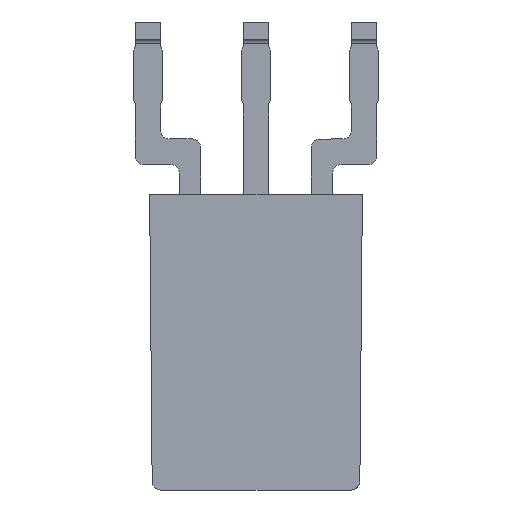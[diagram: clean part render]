
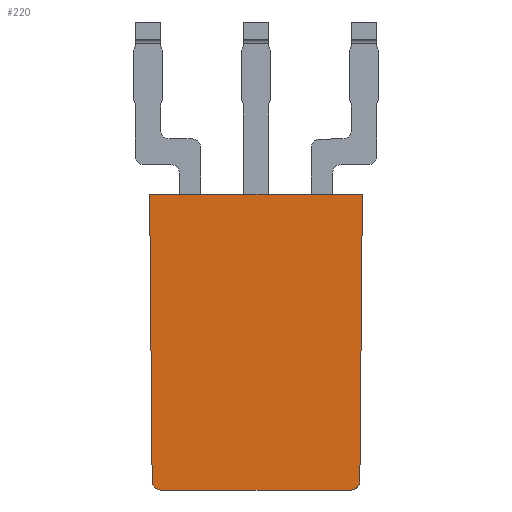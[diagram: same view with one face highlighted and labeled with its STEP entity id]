
A CAD part, front view. The second image highlights one B-rep face of the part: STEP entity #220.
In plain terms, the highlighted planar face has unit normal (0, -1, -0.009).
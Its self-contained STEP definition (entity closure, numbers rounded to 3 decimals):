
#112=CARTESIAN_POINT('',(2.441,-1.341,0.198));
#113=VERTEX_POINT('',#112);
#114=CARTESIAN_POINT('',(2.241,-1.339,0.));
#115=VERTEX_POINT('',#114);
#116=CARTESIAN_POINT('',(2.241,-1.341,0.2));
#117=DIRECTION('',(0.,1.,0.009));
#118=DIRECTION('',(0.,0.009,-1.));
#119=AXIS2_PLACEMENT_3D('',#116,#117,#118);
#120=ELLIPSE('',#119,0.2,0.2);
#121=EDGE_CURVE('',#113,#115,#120,.T.);
#155=CARTESIAN_POINT('',(-2.241,-1.339,0.));
#156=VERTEX_POINT('',#155);
#157=CARTESIAN_POINT('',(2.241,-1.339,0.));
#158=DIRECTION('',(-1.0,0.0,0.0));
#159=VECTOR('',#158,4.482);
#160=LINE('',#157,#159);
#161=EDGE_CURVE('',#115,#156,#160,.T.);
#180=CARTESIAN_POINT('',(-2.5,-1.339,0.));
#181=DIRECTION('',(0.0,-1.,-0.009));
#182=DIRECTION('',(1.0,0.0,0.0));
#183=AXIS2_PLACEMENT_3D('',#180,#181,#182);
#184=PLANE('',#183);
#185=ORIENTED_EDGE('',*,*,#121,.F.);
#186=CARTESIAN_POINT('',(2.5,-1.4,6.95));
#187=VERTEX_POINT('',#186);
#188=CARTESIAN_POINT('',(2.441,-1.341,0.198));
#189=DIRECTION('',(0.009,-0.009,1.));
#190=VECTOR('',#189,6.752);
#191=LINE('',#188,#190);
#192=EDGE_CURVE('',#113,#187,#191,.T.);
#193=ORIENTED_EDGE('',*,*,#192,.T.);
#194=CARTESIAN_POINT('',(-2.5,-1.4,6.95));
#195=VERTEX_POINT('',#194);
#196=CARTESIAN_POINT('',(-2.5,-1.4,6.95));
#197=DIRECTION('',(1.0,0.0,0.0));
#198=VECTOR('',#197,5.);
#199=LINE('',#196,#198);
#200=EDGE_CURVE('',#195,#187,#199,.T.);
#201=ORIENTED_EDGE('',*,*,#200,.F.);
#202=CARTESIAN_POINT('',(-2.441,-1.341,0.198));
#203=VERTEX_POINT('',#202);
#204=CARTESIAN_POINT('',(-2.441,-1.341,0.198));
#205=DIRECTION('',(-0.009,-0.009,1.));
#206=VECTOR('',#205,6.752);
#207=LINE('',#204,#206);
#208=EDGE_CURVE('',#203,#195,#207,.T.);
#209=ORIENTED_EDGE('',*,*,#208,.F.);
#210=CARTESIAN_POINT('',(-2.241,-1.341,0.2));
#211=DIRECTION('',(0.,1.,0.009));
#212=DIRECTION('',(0.,0.009,-1.));
#213=AXIS2_PLACEMENT_3D('',#210,#211,#212);
#214=ELLIPSE('',#213,0.2,0.2);
#215=EDGE_CURVE('',#156,#203,#214,.T.);
#216=ORIENTED_EDGE('',*,*,#215,.F.);
#217=ORIENTED_EDGE('',*,*,#161,.F.);
#218=EDGE_LOOP('',(#185,#193,#201,#209,#216,#217));
#219=FACE_OUTER_BOUND('',#218,.T.);
#220=ADVANCED_FACE('',(#219),#184,.T.);
